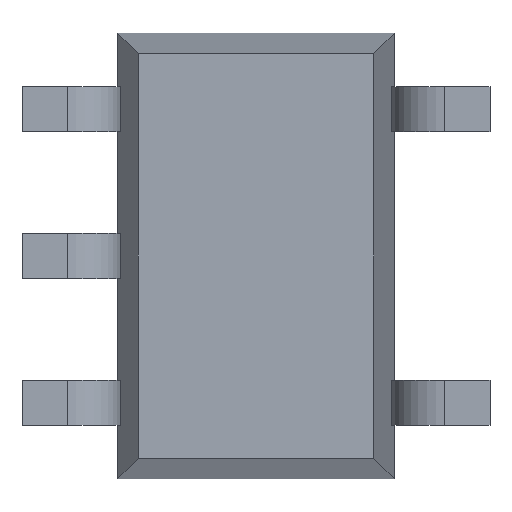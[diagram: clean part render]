
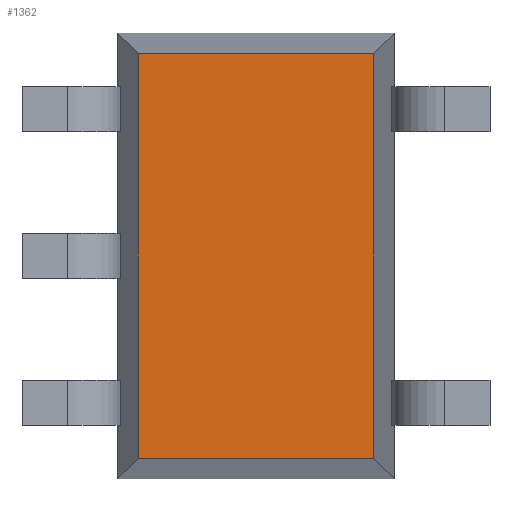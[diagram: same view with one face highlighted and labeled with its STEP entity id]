
A CAD part, front view. The second image highlights one B-rep face of the part: STEP entity #1362.
In plain terms, the highlighted planar face has unit normal (0, -1, 0).
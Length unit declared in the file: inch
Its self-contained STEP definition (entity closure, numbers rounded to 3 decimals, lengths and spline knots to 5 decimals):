
#55 = ORIENTED_EDGE ( 'NONE', *, *, #363, .T. ) ;
#99 = DIRECTION ( 'NONE',  ( 0., 0., 1. ) ) ;
#155 = VECTOR ( 'NONE', #99, 39.37008 ) ;
#229 = DIRECTION ( 'NONE',  ( 0., 0., -1. ) ) ;
#233 = VERTEX_POINT ( 'NONE', #485 ) ;
#243 = LINE ( 'NONE', #2082, #2067 ) ;
#349 = LINE ( 'NONE', #1290, #2038 ) ;
#363 = EDGE_CURVE ( 'NONE', #233, #1386, #243, .T. ) ;
#424 = DIRECTION ( 'NONE',  ( 0., -1., 0. ) ) ;
#432 = CARTESIAN_POINT ( 'NONE',  ( 0., 0.004, -0.03588 ) ) ;
#438 = CARTESIAN_POINT ( 'NONE',  ( 0., 0.004, 0. ) ) ;
#485 = CARTESIAN_POINT ( 'NONE',  ( 0.02088, 0.004, 0.03588 ) ) ;
#622 = DIRECTION ( 'NONE',  ( -1., 0., 0. ) ) ;
#642 = EDGE_CURVE ( 'NONE', #1386, #1984, #349, .T. ) ;
#677 = EDGE_LOOP ( 'NONE', ( #2276, #2299, #2029, #55 ) ) ;
#775 = AXIS2_PLACEMENT_3D ( 'NONE', #438, #424, #1175 ) ;
#828 = LINE ( 'NONE', #432, #851 ) ;
#851 = VECTOR ( 'NONE', #1169, 39.37008 ) ;
#1146 = CARTESIAN_POINT ( 'NONE',  ( 0.02088, 0.004, -0.03588 ) ) ;
#1169 = DIRECTION ( 'NONE',  ( 1., 0., 0. ) ) ;
#1175 = DIRECTION ( 'NONE',  ( 0., 0., -1. ) ) ;
#1290 = CARTESIAN_POINT ( 'NONE',  ( -0.02088, 0.004, 0. ) ) ;
#1302 = CARTESIAN_POINT ( 'NONE',  ( -0.02088, 0.004, -0.03588 ) ) ;
#1362 = ADVANCED_FACE ( 'NONE', ( #2077 ), #1374, .T. ) ;
#1374 = PLANE ( 'NONE',  #775 ) ;
#1386 = VERTEX_POINT ( 'NONE', #2052 ) ;
#1536 = CARTESIAN_POINT ( 'NONE',  ( 0.02088, 0.004, 0. ) ) ;
#1753 = LINE ( 'NONE', #1536, #155 ) ;
#1755 = EDGE_CURVE ( 'NONE', #1984, #2080, #828, .T. ) ;
#1979 = EDGE_CURVE ( 'NONE', #2080, #233, #1753, .T. ) ;
#1984 = VERTEX_POINT ( 'NONE', #1302 ) ;
#2029 = ORIENTED_EDGE ( 'NONE', *, *, #1979, .T. ) ;
#2038 = VECTOR ( 'NONE', #229, 39.37008 ) ;
#2052 = CARTESIAN_POINT ( 'NONE',  ( -0.02088, 0.004, 0.03588 ) ) ;
#2067 = VECTOR ( 'NONE', #622, 39.37008 ) ;
#2077 = FACE_OUTER_BOUND ( 'NONE', #677, .T. ) ;
#2080 = VERTEX_POINT ( 'NONE', #1146 ) ;
#2082 = CARTESIAN_POINT ( 'NONE',  ( 0., 0.004, 0.03588 ) ) ;
#2276 = ORIENTED_EDGE ( 'NONE', *, *, #642, .T. ) ;
#2299 = ORIENTED_EDGE ( 'NONE', *, *, #1755, .T. ) ;
